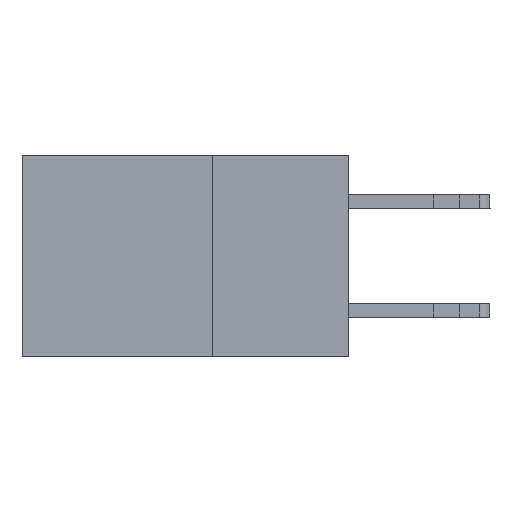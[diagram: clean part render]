
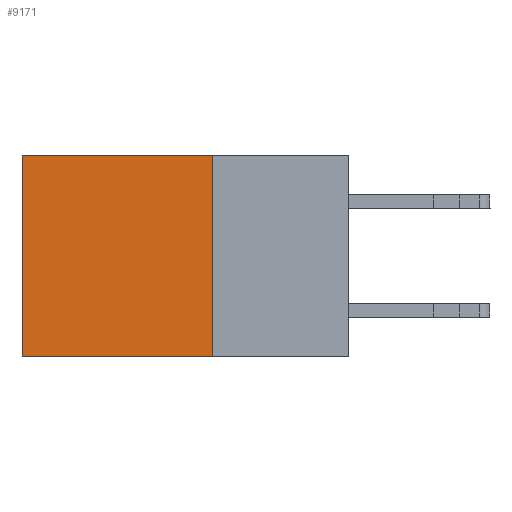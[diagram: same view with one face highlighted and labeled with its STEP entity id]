
A CAD part, left-side view. The second image highlights one B-rep face of the part: STEP entity #9171.
In plain terms, the highlighted planar face has unit normal (-1, 0, 0).
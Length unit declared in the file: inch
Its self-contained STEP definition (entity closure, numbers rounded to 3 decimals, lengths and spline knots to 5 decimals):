
#220 = FACE_OUTER_BOUND ( 'NONE', #364, .T. ) ;
#338 = VECTOR ( 'NONE', #1006, 39.37008 ) ;
#364 = EDGE_LOOP ( 'NONE', ( #9093, #11502, #5334, #1069 ) ) ;
#373 = EDGE_CURVE ( 'NONE', #10204, #3412, #3072, .T. ) ;
#1006 = DIRECTION ( 'NONE',  ( 0., 1., 0. ) ) ;
#1069 = ORIENTED_EDGE ( 'NONE', *, *, #9944, .T. ) ;
#1361 = AXIS2_PLACEMENT_3D ( 'NONE', #8993, #12464, #2707 ) ;
#1656 = PLANE ( 'NONE',  #1361 ) ;
#2707 = DIRECTION ( 'NONE',  ( 0., 0., -1. ) ) ;
#3072 = LINE ( 'NONE', #6758, #3228 ) ;
#3228 = VECTOR ( 'NONE', #14118, 39.37008 ) ;
#3412 = VERTEX_POINT ( 'NONE', #5959 ) ;
#3460 = DIRECTION ( 'NONE',  ( 0., 0., -1. ) ) ;
#3561 = CARTESIAN_POINT ( 'NONE',  ( 0.2615, 0.25, 0. ) ) ;
#3791 = VERTEX_POINT ( 'NONE', #6513 ) ;
#3832 = DIRECTION ( 'NONE',  ( 0., 0., -1. ) ) ;
#4529 = VERTEX_POINT ( 'NONE', #8716 ) ;
#5037 = LINE ( 'NONE', #9900, #10101 ) ;
#5334 = ORIENTED_EDGE ( 'NONE', *, *, #14671, .F. ) ;
#5771 = CARTESIAN_POINT ( 'NONE',  ( 0.2615, 0.25, -0.37 ) ) ;
#5959 = CARTESIAN_POINT ( 'NONE',  ( 0.2615, 0.6, -0.37 ) ) ;
#6096 = CARTESIAN_POINT ( 'NONE',  ( 0.2615, 0.6, -0.37 ) ) ;
#6513 = CARTESIAN_POINT ( 'NONE',  ( 0.2615, 0.25, 0. ) ) ;
#6758 = CARTESIAN_POINT ( 'NONE',  ( 0.2615, 0.25, -0.37 ) ) ;
#7400 = LINE ( 'NONE', #3561, #338 ) ;
#8716 = CARTESIAN_POINT ( 'NONE',  ( 0.2615, 0.6, 0. ) ) ;
#8993 = CARTESIAN_POINT ( 'NONE',  ( 0.2615, 0.25, -0.37 ) ) ;
#9093 = ORIENTED_EDGE ( 'NONE', *, *, #13328, .T. ) ;
#9171 = ADVANCED_FACE ( 'NONE', ( #220 ), #1656, .F. ) ;
#9900 = CARTESIAN_POINT ( 'NONE',  ( 0.2615, 0.25, -0.37 ) ) ;
#9944 = EDGE_CURVE ( 'NONE', #3791, #4529, #7400, .T. ) ;
#10101 = VECTOR ( 'NONE', #3832, 39.37008 ) ;
#10204 = VERTEX_POINT ( 'NONE', #5771 ) ;
#11502 = ORIENTED_EDGE ( 'NONE', *, *, #373, .F. ) ;
#11939 = LINE ( 'NONE', #6096, #14702 ) ;
#12464 = DIRECTION ( 'NONE',  ( 1., 0., 0. ) ) ;
#13328 = EDGE_CURVE ( 'NONE', #4529, #3412, #11939, .T. ) ;
#14118 = DIRECTION ( 'NONE',  ( 0., 1., 0. ) ) ;
#14671 = EDGE_CURVE ( 'NONE', #3791, #10204, #5037, .T. ) ;
#14702 = VECTOR ( 'NONE', #3460, 39.37008 ) ;
